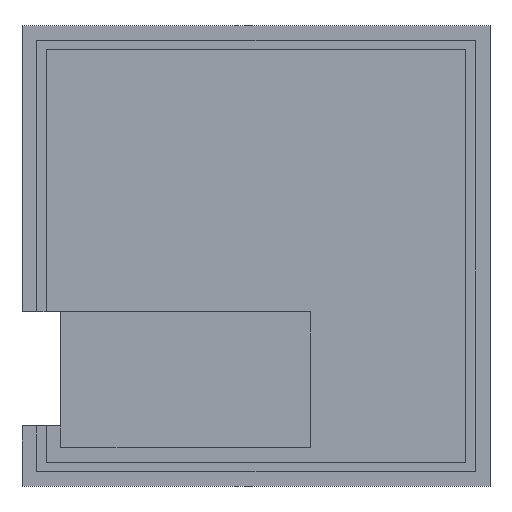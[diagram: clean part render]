
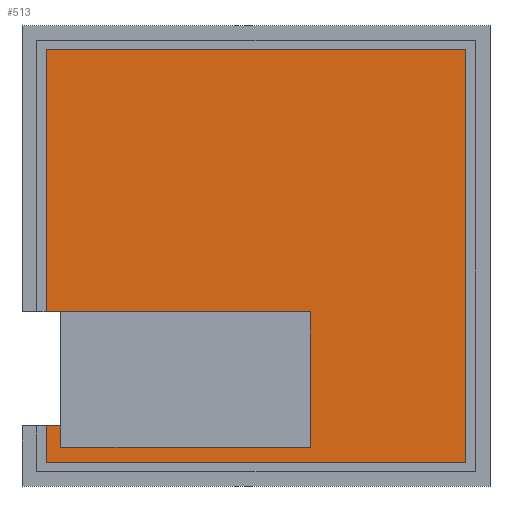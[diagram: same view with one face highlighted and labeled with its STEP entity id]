
A CAD part, top view. The second image highlights one B-rep face of the part: STEP entity #513.
In plain terms, the highlighted planar face has unit normal (0, 0, 1).
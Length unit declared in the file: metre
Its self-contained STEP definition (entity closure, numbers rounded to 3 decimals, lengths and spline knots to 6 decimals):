
#127=ORIENTED_EDGE('',*,*,#177,.T.);
#128=ORIENTED_EDGE('',*,*,#157,.T.);
#129=ORIENTED_EDGE('',*,*,#217,.F.);
#130=ORIENTED_EDGE('',*,*,#218,.T.);
#131=ORIENTED_EDGE('',*,*,#219,.F.);
#132=ORIENTED_EDGE('',*,*,#213,.T.);
#133=ORIENTED_EDGE('',*,*,#187,.T.);
#134=ORIENTED_EDGE('',*,*,#201,.F.);
#135=ORIENTED_EDGE('',*,*,#198,.F.);
#136=ORIENTED_EDGE('',*,*,#200,.T.);
#157=EDGE_CURVE('',#229,#228,#275,.T.);
#177=EDGE_CURVE('',#246,#229,#295,.T.);
#187=EDGE_CURVE('',#251,#252,#305,.T.);
#198=EDGE_CURVE('',#259,#260,#316,.T.);
#200=EDGE_CURVE('',#259,#246,#318,.T.);
#201=EDGE_CURVE('',#260,#252,#319,.T.);
#213=EDGE_CURVE('',#267,#251,#331,.T.);
#217=EDGE_CURVE('',#268,#228,#335,.T.);
#218=EDGE_CURVE('',#268,#269,#336,.T.);
#219=EDGE_CURVE('',#267,#269,#337,.T.);
#228=VERTEX_POINT('',#690);
#229=VERTEX_POINT('',#692);
#246=VERTEX_POINT('',#732);
#251=VERTEX_POINT('',#748);
#252=VERTEX_POINT('',#750);
#259=VERTEX_POINT('',#773);
#260=VERTEX_POINT('',#775);
#267=VERTEX_POINT('',#804);
#268=VERTEX_POINT('',#812);
#269=VERTEX_POINT('',#814);
#275=LINE('',#691,#346);
#295=LINE('',#731,#366);
#305=LINE('',#751,#376);
#316=LINE('',#774,#387);
#318=LINE('',#778,#389);
#319=LINE('',#780,#390);
#331=LINE('',#803,#402);
#335=LINE('',#811,#406);
#336=LINE('',#813,#407);
#337=LINE('',#815,#408);
#346=VECTOR('',#564,1.);
#366=VECTOR('',#590,1.);
#376=VECTOR('',#606,1.);
#387=VECTOR('',#627,1.);
#389=VECTOR('',#631,1.);
#390=VECTOR('',#634,1.);
#402=VECTOR('',#656,1.);
#406=VECTOR('',#666,1.);
#407=VECTOR('',#667,1.);
#408=VECTOR('',#668,1.);
#435=EDGE_LOOP('',(#127,#128,#129,#130,#131,#132,#133,#134,#135,#136));
#461=FACE_BOUND('',#435,.T.);
#487=PLANE('',#552);
#513=ADVANCED_FACE('',(#461),#487,.T.);
#552=AXIS2_PLACEMENT_3D('',#810,#664,#665);
#564=DIRECTION('',(1.,0.,0.));
#590=DIRECTION('',(0.,-1.,0.));
#606=DIRECTION('',(0.,-1.,0.));
#627=DIRECTION('',(0.,-1.,0.));
#631=DIRECTION('',(-1.,0.,0.));
#634=DIRECTION('',(-1.,0.,0.));
#656=DIRECTION('',(-1.,0.,0.));
#664=DIRECTION('',(0.,0.,1.));
#665=DIRECTION('',(1.,0.,0.));
#666=DIRECTION('',(0.,1.,0.));
#667=DIRECTION('',(-1.,0.,0.));
#668=DIRECTION('',(0.,-1.,0.));
#690=CARTESIAN_POINT('',(0.00735,-0.00755,-0.001));
#691=CARTESIAN_POINT('',(0.,-0.00755,-0.001));
#692=CARTESIAN_POINT('',(-0.02835,-0.00755,-0.001));
#731=CARTESIAN_POINT('',(-0.02835,0.,-0.001));
#732=CARTESIAN_POINT('',(-0.02835,0.02785,-0.001));
#748=CARTESIAN_POINT('',(-0.02835,-0.02295,-0.001));
#750=CARTESIAN_POINT('',(-0.02835,-0.02785,-0.001));
#751=CARTESIAN_POINT('',(-0.02835,0.,-0.001));
#773=CARTESIAN_POINT('',(0.02835,0.02785,-0.001));
#774=CARTESIAN_POINT('',(0.02835,0.,-0.001));
#775=CARTESIAN_POINT('',(0.02835,-0.02785,-0.001));
#778=CARTESIAN_POINT('',(0.,0.02785,-0.001));
#780=CARTESIAN_POINT('',(0.,-0.02785,-0.001));
#803=CARTESIAN_POINT('',(0.,-0.02295,-0.001));
#804=CARTESIAN_POINT('',(-0.02635,-0.02295,-0.001));
#810=CARTESIAN_POINT('',(0.,0.,-0.001));
#811=CARTESIAN_POINT('',(0.00735,0.,-0.001));
#812=CARTESIAN_POINT('',(0.00735,-0.02585,-0.001));
#813=CARTESIAN_POINT('',(0.,-0.02585,-0.001));
#814=CARTESIAN_POINT('',(-0.02635,-0.02585,-0.001));
#815=CARTESIAN_POINT('',(-0.02635,0.,-0.001));
